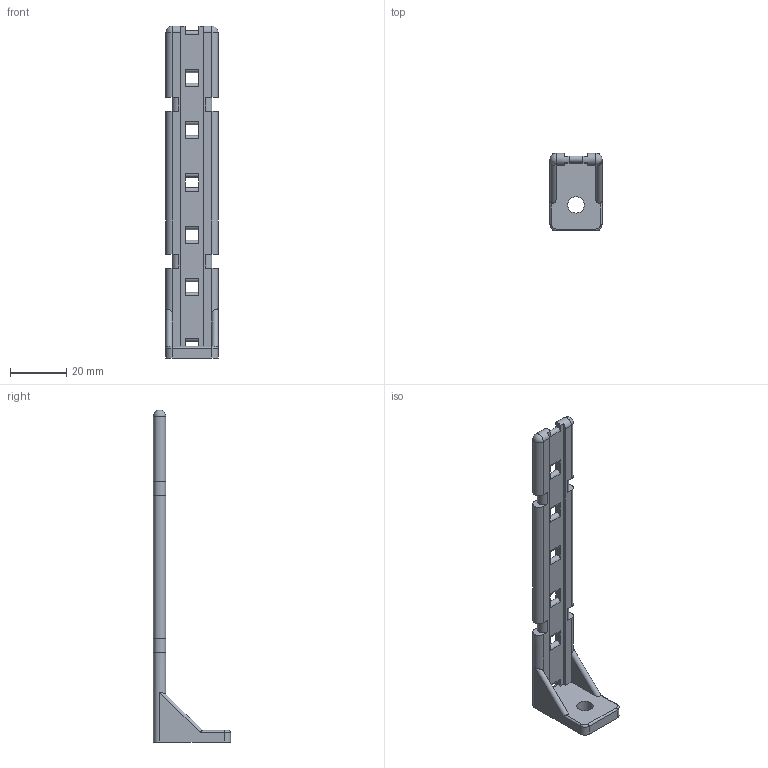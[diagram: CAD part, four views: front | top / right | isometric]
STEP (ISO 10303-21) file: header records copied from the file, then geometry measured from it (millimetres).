
FILE_DESCRIPTION(/* description */ (''),/* implementation_level */ '2;1');
FILE_NAME(/* name */ 'PANDUIT_PP2S-S10',/* time_stamp */ '2011-03-24T13:20:32-05:00',/* author */ (''),/* organization */ (''),/* preprocessor_version */ 'ST-DEVELOPER v9',/* originating_system */ 'UGS - NX 3.0',/* authorisation */ '');
FILE_SCHEMA (('CONFIG_CONTROL_DESIGN'));
Length unit declared in the file: inch
Products named in the file (1): bwg2BCBkql9
Bounding box: 18.54 x 27.43 x 118.11 mm (x, y, z)
Volume: 8649.8 mm3; surface area: 6855.2 mm2
Topology: 1 solids, 1 shells, 76 faces, 221 edges, 144 vertices
Faces by surface type: plane 39, cylinder 33, sphere 2, torus 2
Full cylindrical faces by diameter (mm): 5.791 x1
Entity records: 2668 total; most frequent: CARTESIAN_POINT 513, DIRECTION 436, ORIENTED_EDGE 432, EDGE_CURVE 216, AXIS2_PLACEMENT_3D 147, LINE 142, VECTOR 142, VERTEX_POINT 142
